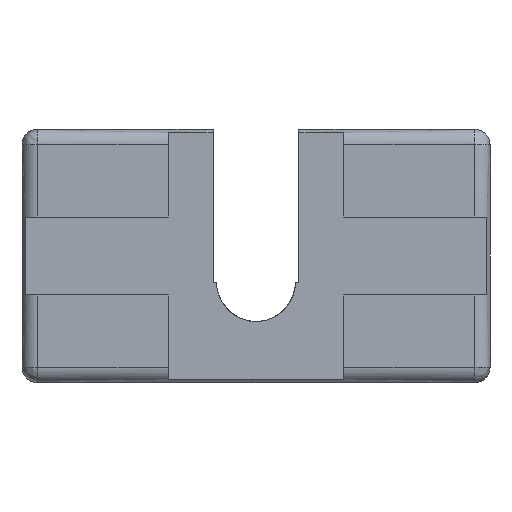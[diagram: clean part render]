
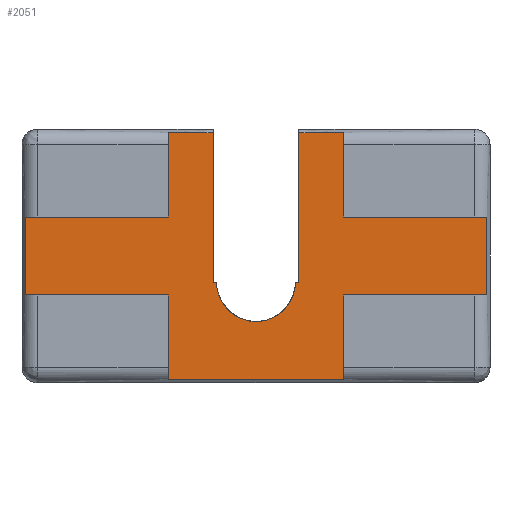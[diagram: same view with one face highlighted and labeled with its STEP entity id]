
A CAD part, front view. The second image highlights one B-rep face of the part: STEP entity #2051.
In plain terms, the highlighted free-form (B-spline) face has degree [1, 1] with [2, 2] control points.
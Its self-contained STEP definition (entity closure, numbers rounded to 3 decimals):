
#1961 = EDGE_CURVE('',#1962,#1964,#1966,.T.);
#1962 = VERTEX_POINT('',#1963);
#1963 = CARTESIAN_POINT('',(-13.812,-51.259,
    30.155));
#1964 = VERTEX_POINT('',#1965);
#1965 = CARTESIAN_POINT('',(-6.753,-51.259,
    30.155));
#1966 = B_SPLINE_CURVE_WITH_KNOTS('',1,(#1967,#1968),.UNSPECIFIED.,.F.,
  .F.,(2,2),(-11.43,-5.588),.PIECEWISE_BEZIER_KNOTS.);
#1967 = CARTESIAN_POINT('',(-13.812,-51.259,
    30.155));
#1968 = CARTESIAN_POINT('',(-6.753,-51.259,
    30.155));
#2010 = VERTEX_POINT('',#2011);
#2011 = CARTESIAN_POINT('',(6.753,-51.259,
    30.155));
#2017 = EDGE_CURVE('',#2010,#2018,#2020,.T.);
#2018 = VERTEX_POINT('',#2019);
#2019 = CARTESIAN_POINT('',(13.812,-51.259,
    30.155));
#2020 = B_SPLINE_CURVE_WITH_KNOTS('',1,(#2021,#2022),.UNSPECIFIED.,.F.,
  .F.,(2,2),(5.588,11.43),.PIECEWISE_BEZIER_KNOTS.);
#2021 = CARTESIAN_POINT('',(6.753,-51.259,
    30.155));
#2022 = CARTESIAN_POINT('',(13.812,-51.259,
    30.155));
#2051 = ADVANCED_FACE('',(#2052),#2167,.T.);
#2052 = FACE_BOUND('',#2053,.T.);
#2053 = EDGE_LOOP('',(#2054,#2055,#2062,#2069,#2079,#2086,#2091,#2092,
    #2099,#2106,#2113,#2120,#2127,#2134,#2141,#2148,#2155,#2162));
#2054 = ORIENTED_EDGE('',*,*,#2017,.F.);
#2055 = ORIENTED_EDGE('',*,*,#2056,.T.);
#2056 = EDGE_CURVE('',#2010,#2057,#2059,.T.);
#2057 = VERTEX_POINT('',#2058);
#2058 = CARTESIAN_POINT('',(6.753,-51.259,
    6.646));
#2059 = B_SPLINE_CURVE_WITH_KNOTS('',1,(#2060,#2061),.UNSPECIFIED.,.F.,
  .F.,(2,2),(-24.954,-5.5),.PIECEWISE_BEZIER_KNOTS.);
#2060 = CARTESIAN_POINT('',(6.753,-51.259,
    30.155));
#2061 = CARTESIAN_POINT('',(6.753,-51.259,
    6.646));
#2062 = ORIENTED_EDGE('',*,*,#2063,.T.);
#2063 = EDGE_CURVE('',#2057,#2064,#2066,.T.);
#2064 = VERTEX_POINT('',#2065);
#2065 = CARTESIAN_POINT('',(6.215,-51.259,
    6.646));
#2066 = B_SPLINE_CURVE_WITH_KNOTS('',1,(#2067,#2068),.UNSPECIFIED.,.F.,
  .F.,(2,2),(-5.588,-5.144),.PIECEWISE_BEZIER_KNOTS.);
#2067 = CARTESIAN_POINT('',(6.753,-51.259,
    6.646));
#2068 = CARTESIAN_POINT('',(6.215,-51.259,
    6.646));
#2069 = ORIENTED_EDGE('',*,*,#2070,.F.);
#2070 = EDGE_CURVE('',#2071,#2064,#2073,.T.);
#2071 = VERTEX_POINT('',#2072);
#2072 = CARTESIAN_POINT('',(-6.215,-51.259,
    6.646));
#2073 = ( BOUNDED_CURVE() B_SPLINE_CURVE(2,(#2074,#2075,#2076,#2077,
#2078),.UNSPECIFIED.,.F.,.F.) B_SPLINE_CURVE_WITH_KNOTS((3,2,3),(
    3.142,4.712,6.283),
.PIECEWISE_BEZIER_KNOTS.) CURVE() GEOMETRIC_REPRESENTATION_ITEM() 
RATIONAL_B_SPLINE_CURVE((1.,0.707,1.,0.707,1.)) 
REPRESENTATION_ITEM('') );
#2074 = CARTESIAN_POINT('',(-6.215,-51.259,
    6.646));
#2075 = CARTESIAN_POINT('',(-6.215,-51.259,
    0.431));
#2076 = CARTESIAN_POINT('',(0.,-51.259,
    0.431));
#2077 = CARTESIAN_POINT('',(6.215,-51.259,0.431
    ));
#2078 = CARTESIAN_POINT('',(6.215,-51.259,
    6.646));
#2079 = ORIENTED_EDGE('',*,*,#2080,.T.);
#2080 = EDGE_CURVE('',#2071,#2081,#2083,.T.);
#2081 = VERTEX_POINT('',#2082);
#2082 = CARTESIAN_POINT('',(-6.753,-51.259,
    6.646));
#2083 = B_SPLINE_CURVE_WITH_KNOTS('',1,(#2084,#2085),.UNSPECIFIED.,.F.,
  .F.,(2,2),(5.144,5.588),.PIECEWISE_BEZIER_KNOTS.);
#2084 = CARTESIAN_POINT('',(-6.215,-51.259,
    6.646));
#2085 = CARTESIAN_POINT('',(-6.753,-51.259,
    6.646));
#2086 = ORIENTED_EDGE('',*,*,#2087,.T.);
#2087 = EDGE_CURVE('',#2081,#1964,#2088,.T.);
#2088 = B_SPLINE_CURVE_WITH_KNOTS('',1,(#2089,#2090),.UNSPECIFIED.,.F.,
  .F.,(2,2),(5.5,24.954),.PIECEWISE_BEZIER_KNOTS.);
#2089 = CARTESIAN_POINT('',(-6.753,-51.259,
    6.646));
#2090 = CARTESIAN_POINT('',(-6.753,-51.259,
    30.155));
#2091 = ORIENTED_EDGE('',*,*,#1961,.F.);
#2092 = ORIENTED_EDGE('',*,*,#2093,.T.);
#2093 = EDGE_CURVE('',#1962,#2094,#2096,.T.);
#2094 = VERTEX_POINT('',#2095);
#2095 = CARTESIAN_POINT('',(-13.812,-51.259,
    16.882));
#2096 = B_SPLINE_CURVE_WITH_KNOTS('',1,(#2097,#2098),.UNSPECIFIED.,.F.,
  .F.,(2,2),(0.446,11.43),.PIECEWISE_BEZIER_KNOTS.);
#2097 = CARTESIAN_POINT('',(-13.812,-51.259,
    30.155));
#2098 = CARTESIAN_POINT('',(-13.812,-51.259,
    16.882));
#2099 = ORIENTED_EDGE('',*,*,#2100,.F.);
#2100 = EDGE_CURVE('',#2101,#2094,#2103,.T.);
#2101 = VERTEX_POINT('',#2102);
#2102 = CARTESIAN_POINT('',(-36.294,-51.259,
    16.882));
#2103 = B_SPLINE_CURVE_WITH_KNOTS('',1,(#2104,#2105),.UNSPECIFIED.,.F.,
  .F.,(2,2),(0.446,19.05),.PIECEWISE_BEZIER_KNOTS.);
#2104 = CARTESIAN_POINT('',(-36.294,-51.259,
    16.882));
#2105 = CARTESIAN_POINT('',(-13.812,-51.259,
    16.882));
#2106 = ORIENTED_EDGE('',*,*,#2107,.T.);
#2107 = EDGE_CURVE('',#2101,#2108,#2110,.T.);
#2108 = VERTEX_POINT('',#2109);
#2109 = CARTESIAN_POINT('',(-36.294,-51.259,
    4.604));
#2110 = B_SPLINE_CURVE_WITH_KNOTS('',1,(#2111,#2112),.UNSPECIFIED.,.F.,
  .F.,(2,2),(-21.59,-11.43),.PIECEWISE_BEZIER_KNOTS.);
#2111 = CARTESIAN_POINT('',(-36.294,-51.259,
    16.882));
#2112 = CARTESIAN_POINT('',(-36.294,-51.259,
    4.604));
#2113 = ORIENTED_EDGE('',*,*,#2114,.T.);
#2114 = EDGE_CURVE('',#2108,#2115,#2117,.T.);
#2115 = VERTEX_POINT('',#2116);
#2116 = CARTESIAN_POINT('',(-13.812,-51.259,
    4.604));
#2117 = B_SPLINE_CURVE_WITH_KNOTS('',1,(#2118,#2119),.UNSPECIFIED.,.F.,
  .F.,(2,2),(0.446,19.05),.PIECEWISE_BEZIER_KNOTS.);
#2118 = CARTESIAN_POINT('',(-36.294,-51.259,
    4.604));
#2119 = CARTESIAN_POINT('',(-13.812,-51.259,
    4.604));
#2120 = ORIENTED_EDGE('',*,*,#2121,.T.);
#2121 = EDGE_CURVE('',#2115,#2122,#2124,.T.);
#2122 = VERTEX_POINT('',#2123);
#2123 = CARTESIAN_POINT('',(-13.812,-51.259,
    -8.669));
#2124 = B_SPLINE_CURVE_WITH_KNOTS('',1,(#2125,#2126),.UNSPECIFIED.,.F.,
  .F.,(2,2),(21.59,32.574),.PIECEWISE_BEZIER_KNOTS.);
#2125 = CARTESIAN_POINT('',(-13.812,-51.259,
    4.604));
#2126 = CARTESIAN_POINT('',(-13.812,-51.259,
    -8.669));
#2127 = ORIENTED_EDGE('',*,*,#2128,.F.);
#2128 = EDGE_CURVE('',#2129,#2122,#2131,.T.);
#2129 = VERTEX_POINT('',#2130);
#2130 = CARTESIAN_POINT('',(13.812,-51.259,
    -8.669));
#2131 = B_SPLINE_CURVE_WITH_KNOTS('',1,(#2132,#2133),.UNSPECIFIED.,.F.,
  .F.,(2,2),(-41.91,-19.05),.PIECEWISE_BEZIER_KNOTS.);
#2132 = CARTESIAN_POINT('',(13.812,-51.259,
    -8.669));
#2133 = CARTESIAN_POINT('',(-13.812,-51.259,
    -8.669));
#2134 = ORIENTED_EDGE('',*,*,#2135,.F.);
#2135 = EDGE_CURVE('',#2136,#2129,#2138,.T.);
#2136 = VERTEX_POINT('',#2137);
#2137 = CARTESIAN_POINT('',(13.812,-51.259,
    4.604));
#2138 = B_SPLINE_CURVE_WITH_KNOTS('',1,(#2139,#2140),.UNSPECIFIED.,.F.,
  .F.,(2,2),(21.59,32.574),.PIECEWISE_BEZIER_KNOTS.);
#2139 = CARTESIAN_POINT('',(13.812,-51.259,
    4.604));
#2140 = CARTESIAN_POINT('',(13.812,-51.259,
    -8.669));
#2141 = ORIENTED_EDGE('',*,*,#2142,.T.);
#2142 = EDGE_CURVE('',#2136,#2143,#2145,.T.);
#2143 = VERTEX_POINT('',#2144);
#2144 = CARTESIAN_POINT('',(36.294,-51.259,
    4.604));
#2145 = B_SPLINE_CURVE_WITH_KNOTS('',1,(#2146,#2147),.UNSPECIFIED.,.F.,
  .F.,(2,2),(41.91,60.514),.PIECEWISE_BEZIER_KNOTS.);
#2146 = CARTESIAN_POINT('',(13.812,-51.259,
    4.604));
#2147 = CARTESIAN_POINT('',(36.294,-51.259,
    4.604));
#2148 = ORIENTED_EDGE('',*,*,#2149,.T.);
#2149 = EDGE_CURVE('',#2143,#2150,#2152,.T.);
#2150 = VERTEX_POINT('',#2151);
#2151 = CARTESIAN_POINT('',(36.294,-51.259,
    16.882));
#2152 = B_SPLINE_CURVE_WITH_KNOTS('',1,(#2153,#2154),.UNSPECIFIED.,.F.,
  .F.,(2,2),(11.43,21.59),.PIECEWISE_BEZIER_KNOTS.);
#2153 = CARTESIAN_POINT('',(36.294,-51.259,
    4.604));
#2154 = CARTESIAN_POINT('',(36.294,-51.259,
    16.882));
#2155 = ORIENTED_EDGE('',*,*,#2156,.F.);
#2156 = EDGE_CURVE('',#2157,#2150,#2159,.T.);
#2157 = VERTEX_POINT('',#2158);
#2158 = CARTESIAN_POINT('',(13.812,-51.259,
    16.882));
#2159 = B_SPLINE_CURVE_WITH_KNOTS('',1,(#2160,#2161),.UNSPECIFIED.,.F.,
  .F.,(2,2),(41.91,60.514),.PIECEWISE_BEZIER_KNOTS.);
#2160 = CARTESIAN_POINT('',(13.812,-51.259,
    16.882));
#2161 = CARTESIAN_POINT('',(36.294,-51.259,
    16.882));
#2162 = ORIENTED_EDGE('',*,*,#2163,.F.);
#2163 = EDGE_CURVE('',#2018,#2157,#2164,.T.);
#2164 = B_SPLINE_CURVE_WITH_KNOTS('',1,(#2165,#2166),.UNSPECIFIED.,.F.,
  .F.,(2,2),(0.446,11.43),.PIECEWISE_BEZIER_KNOTS.);
#2165 = CARTESIAN_POINT('',(13.812,-51.259,
    30.155));
#2166 = CARTESIAN_POINT('',(13.812,-51.259,
    16.882));
#2167 = B_SPLINE_SURFACE_WITH_KNOTS('',1,1,(
    (#2168,#2169)
    ,(#2170,#2171
    )),.UNSPECIFIED.,.F.,.F.,.F.,(2,2),(2,2),(-30.034,
    30.034),(-7.174,24.954),
  .PIECEWISE_BEZIER_KNOTS.);
#2168 = CARTESIAN_POINT('',(-36.294,-51.259,
    -8.669));
#2169 = CARTESIAN_POINT('',(-36.294,-51.259,
    30.155));
#2170 = CARTESIAN_POINT('',(36.294,-51.259,
    -8.669));
#2171 = CARTESIAN_POINT('',(36.294,-51.259,
    30.155));
